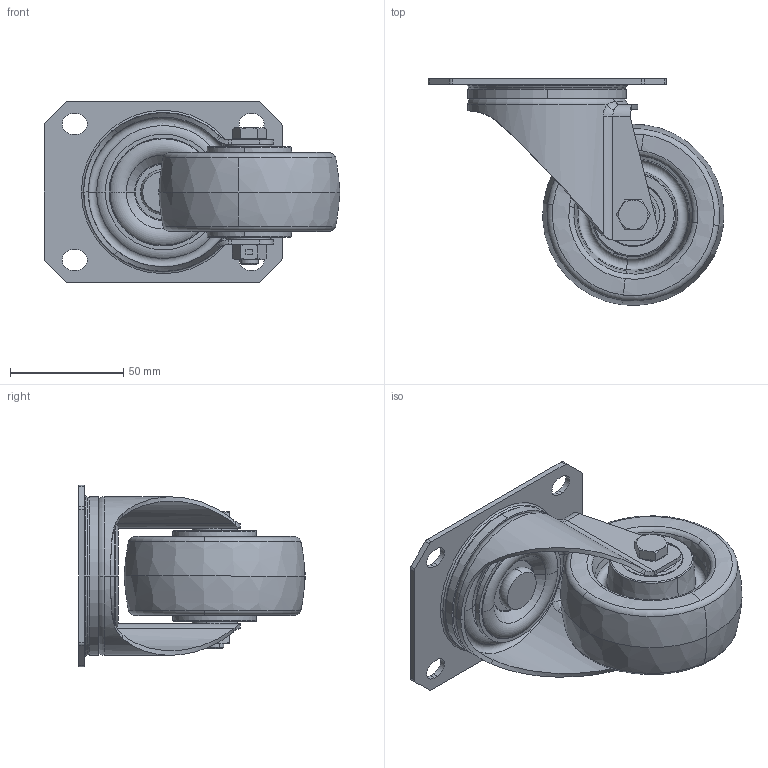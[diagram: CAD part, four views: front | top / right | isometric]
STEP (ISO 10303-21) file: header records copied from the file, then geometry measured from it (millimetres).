
FILE_DESCRIPTION (( 'STEP AP214' ), '1' );
FILE_NAME ('0056427.step', '2024-05-13T10:51:48', ( '' ), ( '' ), 'SwSTEP 2.0', 'SolidWorks 2020', '' );
FILE_SCHEMA (( 'AUTOMOTIVE_DESIGN' ));
Length unit declared in the file: millimetre
Products named in the file (1): 0056427
Bounding box: 130.45 x 99.95 x 80 mm (x, y, z)
Volume: 200026.2 mm3; surface area: 109103.3 mm2
Topology: 20 solids, 20 shells, 681 faces, 1645 edges, 1022 vertices
Faces by surface type: torus 216, cylinder 139, plane 138, cone 112, bspline 76
Entity records: 31954 total; most frequent: CARTESIAN_POINT 8836, ORIENTED_EDGE 3290, DIRECTION 3217, EDGE_CURVE 1645, AXIS2_PLACEMENT_3D 1448, VERTEX_POINT 1022, CIRCLE 842, EDGE_LOOP 747
